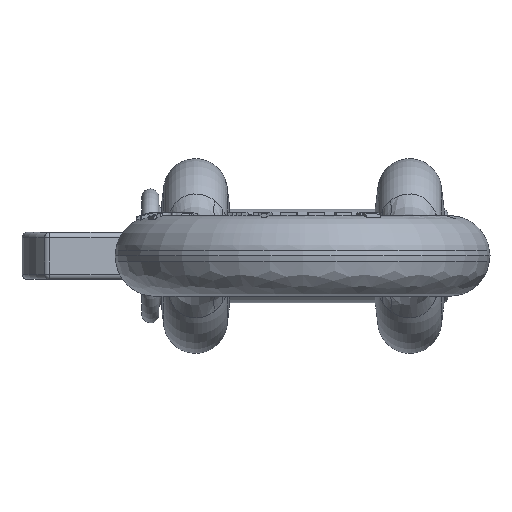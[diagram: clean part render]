
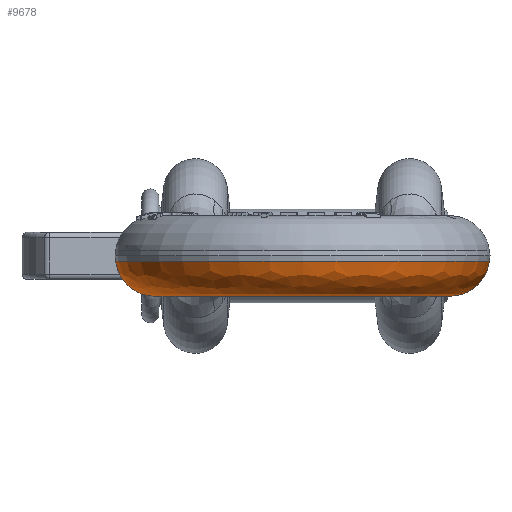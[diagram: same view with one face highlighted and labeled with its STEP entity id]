
A CAD part, front view. The second image highlights one B-rep face of the part: STEP entity #9678.
In plain terms, the highlighted face is a revolution surface.
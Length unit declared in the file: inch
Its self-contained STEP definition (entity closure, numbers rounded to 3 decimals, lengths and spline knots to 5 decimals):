
#2950=CARTESIAN_POINT('',(0.,-2.31,-0.37488));
#2951=DIRECTION('',(0.,0.,-1.));
#2952=DIRECTION('',(1.,0.,0.));
#2953=AXIS2_PLACEMENT_3D('',#2950,#2951,#2952);
#2959=CARTESIAN_POINT('',(1.375,-2.31,
-0.37484));
#2960=CARTESIAN_POINT('',(1.40079,-2.31,
-0.37484));
#2961=CARTESIAN_POINT('',(1.45275,-2.31,
-0.36961));
#2962=CARTESIAN_POINT('',(1.52727,-2.31,
-0.34534));
#2963=CARTESIAN_POINT('',(1.59465,-2.31,
-0.30627));
#2964=CARTESIAN_POINT('',(1.6524,-2.31,
-0.25479));
#2965=CARTESIAN_POINT('',(1.69793,-2.31,
-0.19259));
#2966=CARTESIAN_POINT('',(1.72963,-2.31,-0.12285));
#2967=CARTESIAN_POINT('',(1.74101,-2.31,-0.07322));
#2968=CARTESIAN_POINT('',(1.74405,-2.31,-0.0485));
#2974=CARTESIAN_POINT('',(-1.375,-2.31,
-0.37484));
#2975=CARTESIAN_POINT('',(-1.40079,-2.31,
-0.37484));
#2976=CARTESIAN_POINT('',(-1.45275,-2.31,
-0.36961));
#2977=CARTESIAN_POINT('',(-1.52727,-2.31,
-0.34534));
#2978=CARTESIAN_POINT('',(-1.59465,-2.31,
-0.30627));
#2979=CARTESIAN_POINT('',(-1.6524,-2.31,
-0.25479));
#2980=CARTESIAN_POINT('',(-1.69793,-2.31,
-0.19259));
#2981=CARTESIAN_POINT('',(-1.72963,-2.31,-0.12285));
#2982=CARTESIAN_POINT('',(-1.74101,-2.31,-0.07322));
#2983=CARTESIAN_POINT('',(-1.74405,-2.31,-0.0485));
#3023=CARTESIAN_POINT('',(0.,-2.31,-0.0485));
#3024=DIRECTION('',(0.,0.,-1.));
#3025=DIRECTION('',(1.,0.,0.));
#3026=AXIS2_PLACEMENT_3D('',#3023,#3024,#3025);
#5203=CARTESIAN_POINT('',(1.74405,-2.31,-0.0485));
#5205=VERTEX_POINT('',#5203);
#5209=CARTESIAN_POINT('',(-1.74405,-2.31,-0.0485));
#5211=VERTEX_POINT('',#5209);
#5238=CARTESIAN_POINT('',(1.375,-2.31,
-0.37484));
#5240=VERTEX_POINT('',#5238);
#5245=CARTESIAN_POINT('',(-1.375,-2.31,
-0.37488));
#5246=VERTEX_POINT('',#5245);
#9653=CARTESIAN_POINT('',(1.74466,-2.31,-0.04315));
#9654=CARTESIAN_POINT('',(1.74447,-2.31,-0.04493));
#9655=CARTESIAN_POINT('',(1.74141,-2.31,-0.07146));
#9656=CARTESIAN_POINT('',(1.72963,-2.31,-0.12285));
#9657=CARTESIAN_POINT('',(1.69793,-2.31,-0.19259));
#9658=CARTESIAN_POINT('',(1.6524,-2.31,-0.25479));
#9659=CARTESIAN_POINT('',(1.59465,-2.31,-0.30627));
#9660=CARTESIAN_POINT('',(1.52727,-2.31,-0.34535));
#9661=CARTESIAN_POINT('',(1.45275,-2.31,-0.3696));
#9662=CARTESIAN_POINT('',(1.3972,-2.31,-0.37525));
#9663=CARTESIAN_POINT('',(1.36782,-2.31,-0.37483));
#9664=CARTESIAN_POINT('',(1.36423,-2.31,-0.37473));
#9666=CARTESIAN_POINT('',(0.,-2.31,1.));
#9667=DIRECTION('',(0.,0.,-1.));
#9668=AXIS1_PLACEMENT('',#9666,#9667);
#9669=SURFACE_OF_REVOLUTION('',#9665,#9668);
#9670=ORIENTED_EDGE('',*,*,#9622,.T.);
#9672=ORIENTED_EDGE('',*,*,#9671,.T.);
#9674=ORIENTED_EDGE('',*,*,#9673,.F.);
#9675=ORIENTED_EDGE('',*,*,#9644,.F.);
#9676=EDGE_LOOP('',(#9670,#9672,#9674,#9675));
#9677=FACE_OUTER_BOUND('',#9676,.F.);
#9678=ADVANCED_FACE('',(#9677),#9669,.T.);
#2954=CIRCLE('',#2953,1.375);
#2969=B_SPLINE_CURVE_WITH_KNOTS('',3,(#2959,#2960,#2961,#2962,#2963,#2964,#2965,
#2966,#2967,#2968),.UNSPECIFIED.,.F.,.F.,(4,1,1,1,1,1,1,4),(0.,
0.14363,0.28941,0.43399,0.57525,
0.71813,0.86097,1.),.UNSPECIFIED.);
#2984=B_SPLINE_CURVE_WITH_KNOTS('',3,(#2974,#2975,#2976,#2977,#2978,#2979,#2980,
#2981,#2982,#2983),.UNSPECIFIED.,.F.,.F.,(4,1,1,1,1,1,1,4),(0.,
0.14363,0.28941,0.43399,0.57525,
0.71813,0.86097,1.),.UNSPECIFIED.);
#3027=CIRCLE('',#3026,1.74405);
#9622=EDGE_CURVE('',#5240,#5246,#2954,.T.);
#9644=EDGE_CURVE('',#5240,#5205,#2969,.T.);
#9665=B_SPLINE_CURVE_WITH_KNOTS('',3,(#9653,#9654,#9655,#9656,#9657,#9658,#9659,
#9660,#9661,#9662,#9663,#9664),.UNSPECIFIED.,.F.,.F.,(4,1,1,1,1,1,1,1,1,4),
(0.,0.00973,0.1447,0.28338,0.4221,
0.55925,0.69961,0.84114,0.98058,1.),
.UNSPECIFIED.);
#9671=EDGE_CURVE('',#5246,#5211,#2984,.T.);
#9673=EDGE_CURVE('',#5205,#5211,#3027,.T.);
